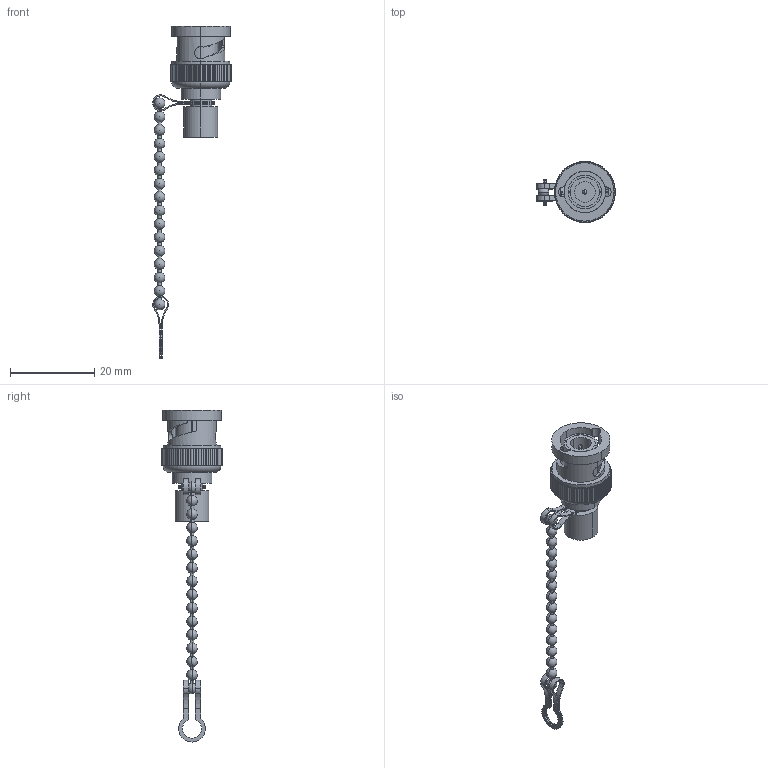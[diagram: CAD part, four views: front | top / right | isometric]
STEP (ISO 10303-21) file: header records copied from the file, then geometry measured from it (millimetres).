
FILE_DESCRIPTION (( 'STEP AP214' ), '1' );
FILE_NAME ('USP-CTB50.STEP', '2010-10-21T14:08:11', ( 'x' ), ( 'Microsoft' ), 'SwSTEP 2.0', 'SolidWorks 2010', '' );
FILE_SCHEMA (( 'AUTOMOTIVE_DESIGN' ));
Length unit declared in the file: inch
Products named in the file (4): USP-PCB-MA2; USP-CTB50; USP-CTB50-MA1_with flange; USP-CTB75-MA2
Assembly tree (4 placements, depth 2):
  USP-CTB50
    USP-CTB75-MA2  x2
    USP-PCB-MA2
    USP-CTB50-MA1_with flange
Bounding box: 18.67 x 14.48 x 78.66 mm (x, y, z)
Volume: 2124.2 mm3; surface area: 2950.4 mm2
Topology: 4 solids, 4 shells, 515 faces, 1552 edges, 1018 vertices
Faces by surface type: cylinder 236, plane 210, sphere 34, bspline 33, torus 2
Entity records: 20474 total; most frequent: CARTESIAN_POINT 6741, ORIENTED_EDGE 2708, DIRECTION 2588, EDGE_CURVE 1354, AXIS2_PLACEMENT_3D 904, VERTEX_POINT 887, LINE 780, VECTOR 780
